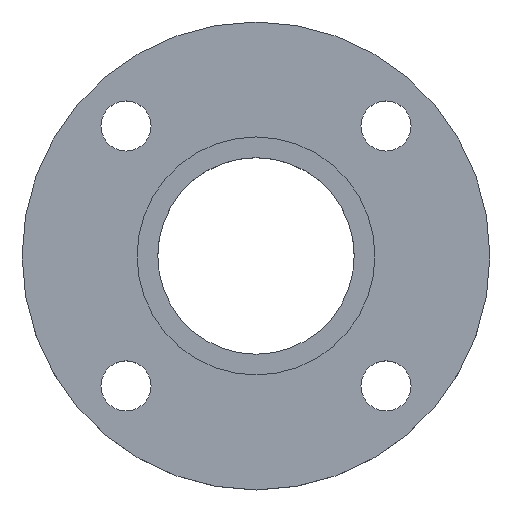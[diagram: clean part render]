
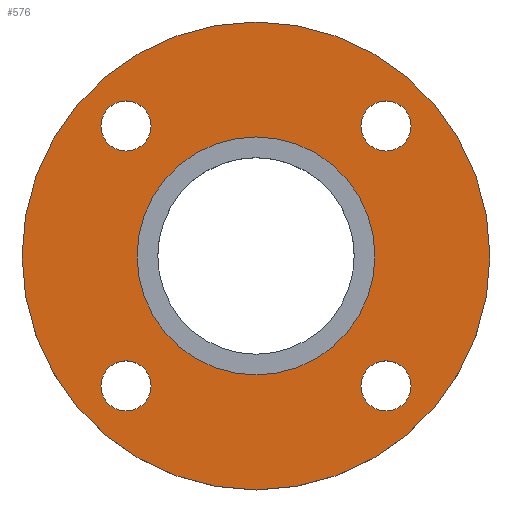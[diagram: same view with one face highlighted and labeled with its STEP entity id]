
A CAD part, top view. The second image highlights one B-rep face of the part: STEP entity #576.
In plain terms, the highlighted planar face has unit normal (0, 0, 1).
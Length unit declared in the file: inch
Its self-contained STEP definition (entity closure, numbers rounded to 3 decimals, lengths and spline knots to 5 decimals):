
#15 = CIRCLE ( 'NONE', #509, 1.78 ) ;
#21 = DIRECTION ( 'NONE',  ( 0., 0., 1. ) ) ;
#29 = VERTEX_POINT ( 'NONE', #70 ) ;
#33 = EDGE_CURVE ( 'NONE', #29, #273, #162, .T. ) ;
#35 = PLANE ( 'NONE',  #681 ) ;
#36 = CARTESIAN_POINT ( 'NONE',  ( 1.94454, -1.56954, -0.0625 ) ) ;
#37 = AXIS2_PLACEMENT_3D ( 'NONE', #216, #427, #199 ) ;
#41 = DIRECTION ( 'NONE',  ( 1., 0., 0. ) ) ;
#67 = EDGE_CURVE ( 'NONE', #180, #76, #641, .T. ) ;
#70 = CARTESIAN_POINT ( 'NONE',  ( -1.94454, 2.31954, -0.0625 ) ) ;
#72 = CIRCLE ( 'NONE', #230, 1.78 ) ;
#74 = CARTESIAN_POINT ( 'NONE',  ( 1.94454, -1.94454, -0.0625 ) ) ;
#76 = VERTEX_POINT ( 'NONE', #99 ) ;
#82 = EDGE_CURVE ( 'NONE', #142, #152, #129, .T. ) ;
#86 = EDGE_CURVE ( 'NONE', #108, #145, #607, .T. ) ;
#92 = DIRECTION ( 'NONE',  ( 0., 0., 1. ) ) ;
#96 = DIRECTION ( 'NONE',  ( 1., 0., 0. ) ) ;
#99 = CARTESIAN_POINT ( 'NONE',  ( 1.56954, 1.94454, -0.0625 ) ) ;
#108 = VERTEX_POINT ( 'NONE', #36 ) ;
#127 = EDGE_LOOP ( 'NONE', ( #350, #136 ) ) ;
#129 = CIRCLE ( 'NONE', #498, 3.5 ) ;
#136 = ORIENTED_EDGE ( 'NONE', *, *, #168, .F. ) ;
#139 = AXIS2_PLACEMENT_3D ( 'NONE', #252, #471, #512 ) ;
#142 = VERTEX_POINT ( 'NONE', #154 ) ;
#144 = DIRECTION ( 'NONE',  ( 0., 1., 0. ) ) ;
#145 = VERTEX_POINT ( 'NONE', #700 ) ;
#152 = VERTEX_POINT ( 'NONE', #482 ) ;
#153 = DIRECTION ( 'NONE',  ( 0., 0., 1. ) ) ;
#154 = CARTESIAN_POINT ( 'NONE',  ( 3.5, 0., -0.0625 ) ) ;
#162 = CIRCLE ( 'NONE', #553, 0.375 ) ;
#165 = DIRECTION ( 'NONE',  ( 0., 0., 1. ) ) ;
#168 = EDGE_CURVE ( 'NONE', #76, #180, #193, .T. ) ;
#179 = CARTESIAN_POINT ( 'NONE',  ( 0., 0., -0.0625 ) ) ;
#180 = VERTEX_POINT ( 'NONE', #374 ) ;
#181 = EDGE_CURVE ( 'NONE', #320, #701, #15, .T. ) ;
#182 = EDGE_CURVE ( 'NONE', #394, #650, #596, .T. ) ;
#192 = AXIS2_PLACEMENT_3D ( 'NONE', #369, #153, #579 ) ;
#193 = CIRCLE ( 'NONE', #595, 0.375 ) ;
#195 = DIRECTION ( 'NONE',  ( 1., 0., 0. ) ) ;
#197 = AXIS2_PLACEMENT_3D ( 'NONE', #74, #523, #566 ) ;
#199 = DIRECTION ( 'NONE',  ( -1., 0., 0. ) ) ;
#211 = CARTESIAN_POINT ( 'NONE',  ( 0., 0., -0.0625 ) ) ;
#216 = CARTESIAN_POINT ( 'NONE',  ( -1.94454, -1.94454, -0.0625 ) ) ;
#230 = AXIS2_PLACEMENT_3D ( 'NONE', #179, #404, #195 ) ;
#236 = EDGE_CURVE ( 'NONE', #273, #29, #358, .T. ) ;
#246 = ORIENTED_EDGE ( 'NONE', *, *, #524, .T. ) ;
#252 = CARTESIAN_POINT ( 'NONE',  ( 1.94454, 1.94454, -0.0625 ) ) ;
#258 = CARTESIAN_POINT ( 'NONE',  ( 0., 0., -0.0625 ) ) ;
#259 = CARTESIAN_POINT ( 'NONE',  ( -1.94454, 1.94454, -0.0625 ) ) ;
#260 = ORIENTED_EDGE ( 'NONE', *, *, #702, .T. ) ;
#271 = DIRECTION ( 'NONE',  ( 0., 0., 1. ) ) ;
#272 = DIRECTION ( 'NONE',  ( 0., 0., -1. ) ) ;
#273 = VERTEX_POINT ( 'NONE', #557 ) ;
#290 = DIRECTION ( 'NONE',  ( 0., 1., 0. ) ) ;
#291 = ORIENTED_EDGE ( 'NONE', *, *, #430, .F. ) ;
#304 = CARTESIAN_POINT ( 'NONE',  ( -1.94454, 1.94454, -0.0625 ) ) ;
#317 = ORIENTED_EDGE ( 'NONE', *, *, #236, .F. ) ;
#319 = CARTESIAN_POINT ( 'NONE',  ( 1.94454, -1.94454, -0.0625 ) ) ;
#320 = VERTEX_POINT ( 'NONE', #668 ) ;
#334 = AXIS2_PLACEMENT_3D ( 'NONE', #259, #165, #290 ) ;
#348 = CIRCLE ( 'NONE', #197, 0.375 ) ;
#350 = ORIENTED_EDGE ( 'NONE', *, *, #67, .F. ) ;
#358 = CIRCLE ( 'NONE', #334, 0.375 ) ;
#363 = DIRECTION ( 'NONE',  ( 0., 0., 1. ) ) ;
#369 = CARTESIAN_POINT ( 'NONE',  ( -1.94454, -1.94454, -0.0625 ) ) ;
#374 = CARTESIAN_POINT ( 'NONE',  ( 2.31954, 1.94454, -0.0625 ) ) ;
#385 = EDGE_LOOP ( 'NONE', ( #496, #317 ) ) ;
#394 = VERTEX_POINT ( 'NONE', #516 ) ;
#395 = CIRCLE ( 'NONE', #538, 3.5 ) ;
#404 = DIRECTION ( 'NONE',  ( 0., 0., -1. ) ) ;
#419 = DIRECTION ( 'NONE',  ( 1., 0., 0. ) ) ;
#422 = CARTESIAN_POINT ( 'NONE',  ( -1.78, 0., -0.0625 ) ) ;
#427 = DIRECTION ( 'NONE',  ( 0., 0., 1. ) ) ;
#430 = EDGE_CURVE ( 'NONE', #145, #108, #348, .T. ) ;
#432 = DIRECTION ( 'NONE',  ( 0., -1., 0. ) ) ;
#471 = DIRECTION ( 'NONE',  ( 0., 0., 1. ) ) ;
#475 = FACE_BOUND ( 'NONE', #501, .T. ) ;
#477 = EDGE_LOOP ( 'NONE', ( #620, #558 ) ) ;
#482 = CARTESIAN_POINT ( 'NONE',  ( -3.5, 0., -0.0625 ) ) ;
#488 = DIRECTION ( 'NONE',  ( 1., 0., 0. ) ) ;
#491 = CARTESIAN_POINT ( 'NONE',  ( 0., 0., -0.0625 ) ) ;
#492 = EDGE_LOOP ( 'NONE', ( #291, #627 ) ) ;
#496 = ORIENTED_EDGE ( 'NONE', *, *, #33, .F. ) ;
#498 = AXIS2_PLACEMENT_3D ( 'NONE', #491, #537, #488 ) ;
#501 = EDGE_LOOP ( 'NONE', ( #532, #246 ) ) ;
#503 = EDGE_LOOP ( 'NONE', ( #525, #260 ) ) ;
#509 = AXIS2_PLACEMENT_3D ( 'NONE', #580, #272, #96 ) ;
#512 = DIRECTION ( 'NONE',  ( 1., 0., 0. ) ) ;
#516 = CARTESIAN_POINT ( 'NONE',  ( -2.31954, -1.94454, -0.0625 ) ) ;
#523 = DIRECTION ( 'NONE',  ( 0., 0., 1. ) ) ;
#524 = EDGE_CURVE ( 'NONE', #701, #320, #72, .T. ) ;
#525 = ORIENTED_EDGE ( 'NONE', *, *, #82, .T. ) ;
#527 = CARTESIAN_POINT ( 'NONE',  ( -1.56954, -1.94454, -0.0625 ) ) ;
#532 = ORIENTED_EDGE ( 'NONE', *, *, #181, .T. ) ;
#533 = FACE_BOUND ( 'NONE', #492, .T. ) ;
#537 = DIRECTION ( 'NONE',  ( 0., 0., 1. ) ) ;
#538 = AXIS2_PLACEMENT_3D ( 'NONE', #258, #271, #634 ) ;
#553 = AXIS2_PLACEMENT_3D ( 'NONE', #304, #21, #144 ) ;
#557 = CARTESIAN_POINT ( 'NONE',  ( -1.94454, 1.56954, -0.0625 ) ) ;
#558 = ORIENTED_EDGE ( 'NONE', *, *, #600, .F. ) ;
#562 = CIRCLE ( 'NONE', #192, 0.375 ) ;
#566 = DIRECTION ( 'NONE',  ( 0., -1., 0. ) ) ;
#573 = AXIS2_PLACEMENT_3D ( 'NONE', #319, #92, #432 ) ;
#576 = ADVANCED_FACE ( 'NONE', ( #533, #587, #581, #648, #475, #686 ), #35, .T. ) ;
#579 = DIRECTION ( 'NONE',  ( -1., 0., 0. ) ) ;
#580 = CARTESIAN_POINT ( 'NONE',  ( 0., 0., -0.0625 ) ) ;
#581 = FACE_BOUND ( 'NONE', #385, .T. ) ;
#582 = DIRECTION ( 'NONE',  ( 0., 0., 1. ) ) ;
#587 = FACE_BOUND ( 'NONE', #477, .T. ) ;
#588 = CARTESIAN_POINT ( 'NONE',  ( 1.94454, 1.94454, -0.0625 ) ) ;
#595 = AXIS2_PLACEMENT_3D ( 'NONE', #588, #582, #41 ) ;
#596 = CIRCLE ( 'NONE', #37, 0.375 ) ;
#600 = EDGE_CURVE ( 'NONE', #650, #394, #562, .T. ) ;
#607 = CIRCLE ( 'NONE', #573, 0.375 ) ;
#620 = ORIENTED_EDGE ( 'NONE', *, *, #182, .F. ) ;
#627 = ORIENTED_EDGE ( 'NONE', *, *, #86, .F. ) ;
#634 = DIRECTION ( 'NONE',  ( 1., 0., 0. ) ) ;
#641 = CIRCLE ( 'NONE', #139, 0.375 ) ;
#648 = FACE_BOUND ( 'NONE', #127, .T. ) ;
#650 = VERTEX_POINT ( 'NONE', #527 ) ;
#668 = CARTESIAN_POINT ( 'NONE',  ( 1.78, 0., -0.0625 ) ) ;
#681 = AXIS2_PLACEMENT_3D ( 'NONE', #211, #363, #419 ) ;
#686 = FACE_OUTER_BOUND ( 'NONE', #503, .T. ) ;
#700 = CARTESIAN_POINT ( 'NONE',  ( 1.94454, -2.31954, -0.0625 ) ) ;
#701 = VERTEX_POINT ( 'NONE', #422 ) ;
#702 = EDGE_CURVE ( 'NONE', #152, #142, #395, .T. ) ;
